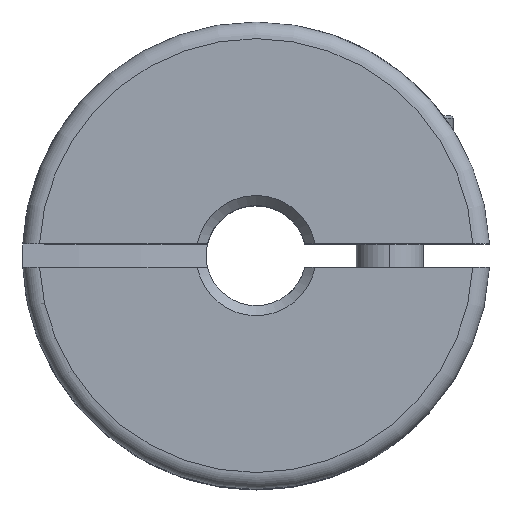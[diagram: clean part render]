
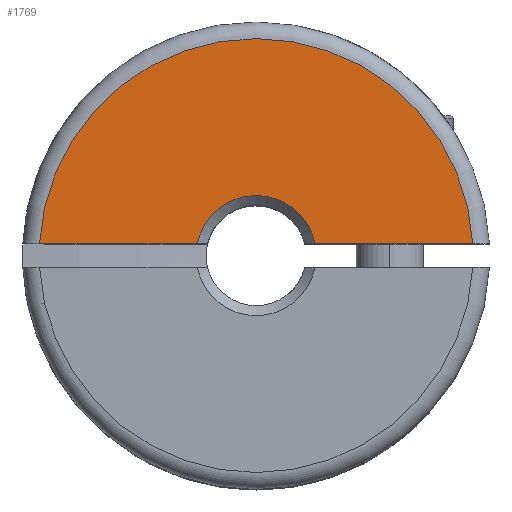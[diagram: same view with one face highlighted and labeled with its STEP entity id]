
A CAD part, top view. The second image highlights one B-rep face of the part: STEP entity #1769.
In plain terms, the highlighted planar face has unit normal (0, 0, 1).
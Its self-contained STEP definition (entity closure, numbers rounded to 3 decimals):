
#44 = CARTESIAN_POINT ( 'NONE',  ( 1.766, 0.35, 7. ) ) ;
#127 = VECTOR ( 'NONE', #3146, 1000. ) ;
#212 = ORIENTED_EDGE ( 'NONE', *, *, #4007, .T. ) ;
#399 = AXIS2_PLACEMENT_3D ( 'NONE', #486, #1906, #1862 ) ;
#416 = AXIS2_PLACEMENT_3D ( 'NONE', #2022, #4408, #658 ) ;
#486 = CARTESIAN_POINT ( 'NONE',  ( 0., 0., 7. ) ) ;
#557 = ORIENTED_EDGE ( 'NONE', *, *, #1590, .F. ) ;
#563 = ORIENTED_EDGE ( 'NONE', *, *, #3042, .T. ) ;
#658 = DIRECTION ( 'NONE',  ( 1., 0., 0. ) ) ;
#840 = PLANE ( 'NONE',  #399 ) ;
#966 = EDGE_LOOP ( 'NONE', ( #557, #563, #3202, #212 ) ) ;
#1180 = FACE_OUTER_BOUND ( 'NONE', #966, .T. ) ;
#1264 = VERTEX_POINT ( 'NONE', #3958 ) ;
#1373 = CARTESIAN_POINT ( 'NONE',  ( 0., 0.35, 7. ) ) ;
#1550 = LINE ( 'NONE', #2954, #2669 ) ;
#1590 = EDGE_CURVE ( 'NONE', #3232, #3523, #1776, .T. ) ;
#1675 = CARTESIAN_POINT ( 'NONE',  ( -1.766, 0.35, 7. ) ) ;
#1769 = ADVANCED_FACE ( 'NONE', ( #1180 ), #840, .T. ) ;
#1776 = LINE ( 'NONE', #1373, #127 ) ;
#1828 = VERTEX_POINT ( 'NONE', #1675 ) ;
#1862 = DIRECTION ( 'NONE',  ( 1., 0., 0. ) ) ;
#1906 = DIRECTION ( 'NONE',  ( 0., 0., 1. ) ) ;
#1946 = DIRECTION ( 'NONE',  ( -1., 0., 0. ) ) ;
#2022 = CARTESIAN_POINT ( 'NONE',  ( 0., 0., 7. ) ) ;
#2245 = EDGE_CURVE ( 'NONE', #1828, #1264, #1550, .T. ) ;
#2263 = AXIS2_PLACEMENT_3D ( 'NONE', #2923, #4008, #4362 ) ;
#2352 = CIRCLE ( 'NONE', #416, 6.5 ) ;
#2669 = VECTOR ( 'NONE', #1946, 1000. ) ;
#2923 = CARTESIAN_POINT ( 'NONE',  ( 0., 0., 7. ) ) ;
#2954 = CARTESIAN_POINT ( 'NONE',  ( 0., 0.35, 7. ) ) ;
#3042 = EDGE_CURVE ( 'NONE', #3232, #1264, #2352, .T. ) ;
#3146 = DIRECTION ( 'NONE',  ( -1., 0., 0. ) ) ;
#3202 = ORIENTED_EDGE ( 'NONE', *, *, #2245, .F. ) ;
#3232 = VERTEX_POINT ( 'NONE', #4169 ) ;
#3273 = CIRCLE ( 'NONE', #2263, 1.8 ) ;
#3523 = VERTEX_POINT ( 'NONE', #44 ) ;
#3958 = CARTESIAN_POINT ( 'NONE',  ( -6.491, 0.35, 7. ) ) ;
#4007 = EDGE_CURVE ( 'NONE', #1828, #3523, #3273, .T. ) ;
#4008 = DIRECTION ( 'NONE',  ( 0., 0., -1. ) ) ;
#4169 = CARTESIAN_POINT ( 'NONE',  ( 6.491, 0.35, 7. ) ) ;
#4362 = DIRECTION ( 'NONE',  ( 1., 0., 0. ) ) ;
#4408 = DIRECTION ( 'NONE',  ( 0., 0., 1. ) ) ;
